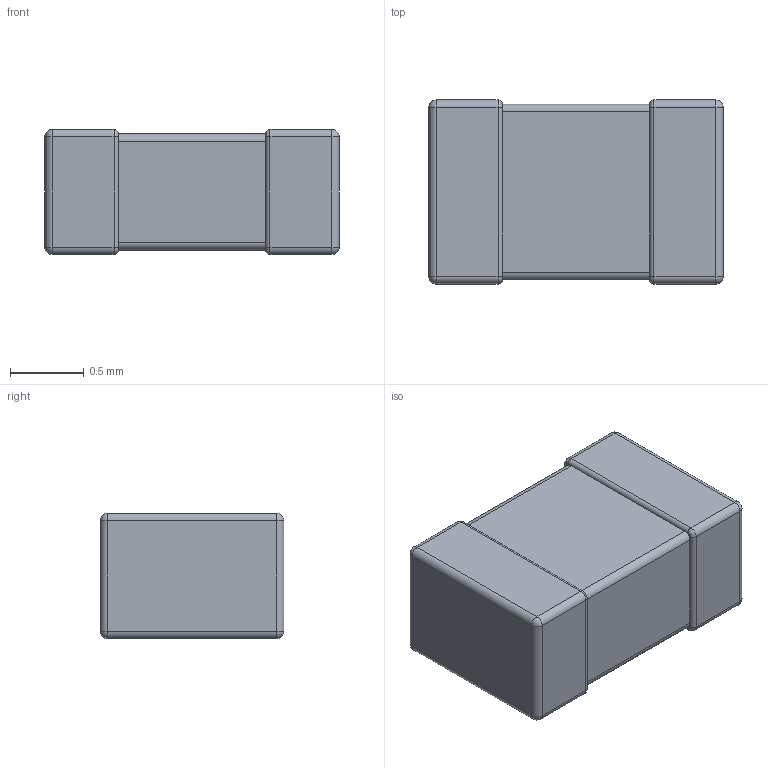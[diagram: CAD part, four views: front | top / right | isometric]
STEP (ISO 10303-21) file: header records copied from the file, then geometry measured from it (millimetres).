
FILE_DESCRIPTION(/* description */ (''),/* implementation_level */ '2;1');
FILE_NAME(/* name */ 'TDK - MLZ2012 0H85.step',/* time_stamp */ '2025-07-16T20:51:20+01:00',/* author */ (''),/* organization */ (''),/* preprocessor_version */ 'ST-DEVELOPER v20.1',/* originating_system */ 'Autodesk Translation Framework v14.10.0.0',/* authorisation */ '');
FILE_SCHEMA (('AUTOMOTIVE_DESIGN { 1 0 10303 214 3 1 1 }'));
Length unit declared in the file: millimetre
Products named in the file (1): TDK - MLZ2012 0H85
Bounding box: 2 x 1.25 x 0.85 mm (x, y, z)
Volume: 2 mm3; surface area: 10.1 mm2
Topology: 1 solids, 1 shells, 66 faces, 136 edges, 72 vertices
Faces by surface type: cylinder 28, plane 22, bspline 8, sphere 8
Entity records: 1783 total; most frequent: CARTESIAN_POINT 339, DIRECTION 318, ORIENTED_EDGE 272, EDGE_CURVE 136, AXIS2_PLACEMENT_3D 123, LINE 72, VECTOR 72, VERTEX_POINT 72
